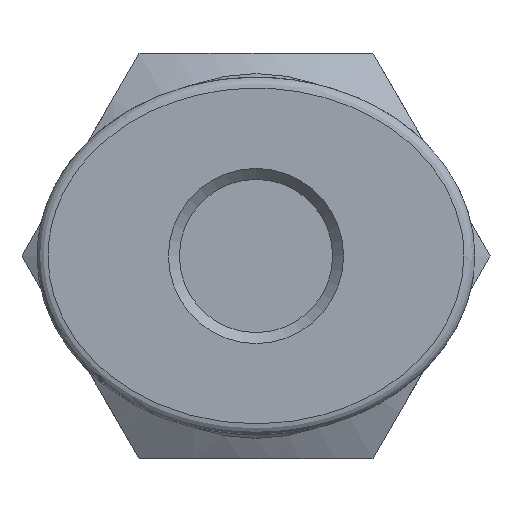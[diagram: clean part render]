
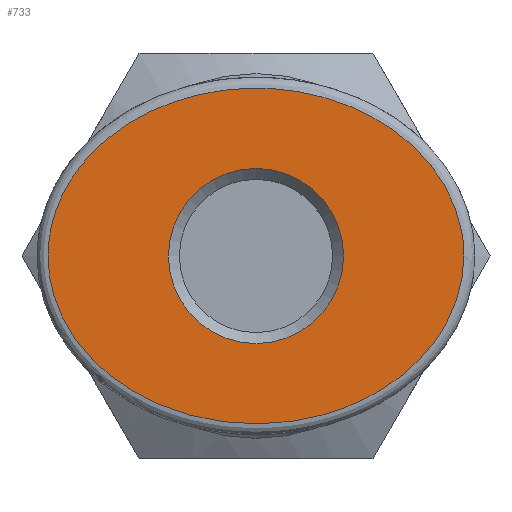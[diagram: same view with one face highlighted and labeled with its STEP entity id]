
A CAD part, left-side view. The second image highlights one B-rep face of the part: STEP entity #733.
In plain terms, the highlighted face is planar.
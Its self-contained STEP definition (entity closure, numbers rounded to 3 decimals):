
#669=CARTESIAN_POINT('',(2.4,4.1,0.));
#670=VERTEX_POINT('',#669);
#671=CARTESIAN_POINT('',(0.,4.1,0.0));
#672=DIRECTION('',(0.0,1.0,0.0));
#673=DIRECTION('',(-1.0,0.0,0.0));
#674=AXIS2_PLACEMENT_3D('',#671,#672,#673);
#675=CIRCLE('',#674,2.4);
#676=EDGE_CURVE('',#670,#670,#675,.T.);
#701=CARTESIAN_POINT('',(0.,4.1,0.));
#702=DIRECTION('',(0.0,-1.0,0.0));
#703=DIRECTION('',(0.0,0.0,-1.0));
#704=AXIS2_PLACEMENT_3D('',#701,#702,#703);
#705=PLANE('',#704);
#706=CARTESIAN_POINT('',(5.7,4.1,0.));
#707=VERTEX_POINT('',#706);
#708=CARTESIAN_POINT('',(5.701,4.1,0.));
#709=CARTESIAN_POINT('',(5.701,4.1,0.769));
#710=CARTESIAN_POINT('',(5.19,4.1,2.306));
#711=CARTESIAN_POINT('',(2.795,4.1,4.384));
#712=CARTESIAN_POINT('',(-0.437,4.1,4.884));
#713=CARTESIAN_POINT('',(-3.397,4.1,3.869));
#714=CARTESIAN_POINT('',(-4.987,4.1,2.474));
#715=CARTESIAN_POINT('',(-5.726,4.1,0.79));
#716=CARTESIAN_POINT('',(-5.726,4.1,-0.79));
#717=CARTESIAN_POINT('',(-5.092,4.1,-2.232));
#718=CARTESIAN_POINT('',(-4.011,4.1,-3.361));
#719=CARTESIAN_POINT('',(-2.658,4.1,-4.137));
#720=CARTESIAN_POINT('',(-0.169,4.1,-4.843));
#721=CARTESIAN_POINT('',(2.796,4.1,-4.384));
#722=CARTESIAN_POINT('',(5.19,4.1,-2.307));
#723=CARTESIAN_POINT('',(5.701,4.1,-0.769));
#724=CARTESIAN_POINT('',(5.701,4.1,0.));
#725=B_SPLINE_CURVE_WITH_KNOTS('',3,(#708,#709,#710,#711,#712,#713,#714,#715,#716,#717,#718,#719,#720,#721,#722,#723,#724),.UNSPECIFIED.,.T.,.U.,(4,1,1,1,1,1,1,1,1,1,1,1,1,1,4),(-3.142,-2.693,-2.244,-1.346,-0.898,-0.449,-0.15,0.15,0.449,0.748,1.047,1.346,2.244,2.693,3.142),.UNSPECIFIED.);
#726=EDGE_CURVE('',#707,#707,#725,.T.);
#727=ORIENTED_EDGE('',*,*,#726,.F.);
#728=EDGE_LOOP('',(#727));
#729=FACE_OUTER_BOUND('',#728,.T.);
#730=ORIENTED_EDGE('',*,*,#676,.F.);
#731=EDGE_LOOP('',(#730));
#732=FACE_BOUND('',#731,.T.);
#733=ADVANCED_FACE('',(#729,#732),#705,.F.);
